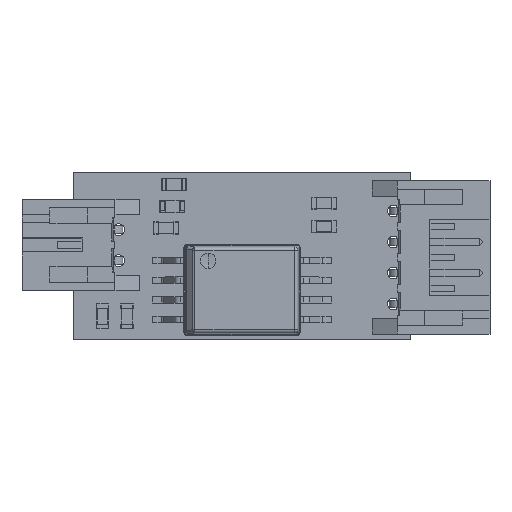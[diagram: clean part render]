
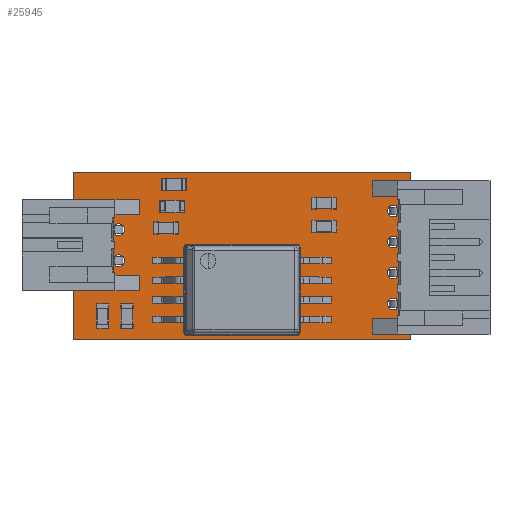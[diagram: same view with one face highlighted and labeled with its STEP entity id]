
A CAD part, top view. The second image highlights one B-rep face of the part: STEP entity #25945.
In plain terms, the highlighted planar face has unit normal (0, 0, 1).
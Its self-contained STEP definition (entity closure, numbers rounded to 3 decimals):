
#25767 = VERTEX_POINT('',#25768);
#25768 = CARTESIAN_POINT('',(10.9,-5.398,1.6));
#25774 = EDGE_CURVE('',#25767,#25775,#25777,.T.);
#25775 = VERTEX_POINT('',#25776);
#25776 = CARTESIAN_POINT('',(-10.9,-5.398,1.6));
#25777 = LINE('',#25778,#25779);
#25778 = CARTESIAN_POINT('',(10.9,-5.398,1.6));
#25779 = VECTOR('',#25780,1.);
#25780 = DIRECTION('',(-1.,0.,0.));
#25807 = VERTEX_POINT('',#25808);
#25808 = CARTESIAN_POINT('',(10.9,5.398,1.6));
#25814 = EDGE_CURVE('',#25807,#25767,#25815,.T.);
#25815 = LINE('',#25816,#25817);
#25816 = CARTESIAN_POINT('',(10.9,5.398,1.6));
#25817 = VECTOR('',#25818,1.);
#25818 = DIRECTION('',(0.,-1.,0.));
#25836 = EDGE_CURVE('',#25775,#25837,#25839,.T.);
#25837 = VERTEX_POINT('',#25838);
#25838 = CARTESIAN_POINT('',(-10.9,5.398,1.6));
#25839 = LINE('',#25840,#25841);
#25840 = CARTESIAN_POINT('',(-10.9,-5.398,1.6));
#25841 = VECTOR('',#25842,1.);
#25842 = DIRECTION('',(0.,1.,0.));
#25945 = ADVANCED_FACE('',(#25946,#25957,#25968,#25979,#25990,#26001,
    #26012),#26023,.T.);
#25946 = FACE_BOUND('',#25947,.T.);
#25947 = EDGE_LOOP('',(#25948,#25949,#25950,#25956));
#25948 = ORIENTED_EDGE('',*,*,#25774,.F.);
#25949 = ORIENTED_EDGE('',*,*,#25814,.F.);
#25950 = ORIENTED_EDGE('',*,*,#25951,.F.);
#25951 = EDGE_CURVE('',#25837,#25807,#25952,.T.);
#25952 = LINE('',#25953,#25954);
#25953 = CARTESIAN_POINT('',(-10.9,5.398,1.6));
#25954 = VECTOR('',#25955,1.);
#25955 = DIRECTION('',(1.,0.,0.));
#25956 = ORIENTED_EDGE('',*,*,#25836,.F.);
#25957 = FACE_BOUND('',#25958,.T.);
#25958 = EDGE_LOOP('',(#25959));
#25959 = ORIENTED_EDGE('',*,*,#25960,.T.);
#25960 = EDGE_CURVE('',#25961,#25961,#25963,.T.);
#25961 = VERTEX_POINT('',#25962);
#25962 = CARTESIAN_POINT('',(-7.95,-0.673,1.6));
#25963 = CIRCLE('',#25964,0.375);
#25964 = AXIS2_PLACEMENT_3D('',#25965,#25966,#25967);
#25965 = CARTESIAN_POINT('',(-7.95,-0.298,1.6));
#25966 = DIRECTION('',(-0.,0.,-1.));
#25967 = DIRECTION('',(0.,-1.,0.));
#25968 = FACE_BOUND('',#25969,.T.);
#25969 = EDGE_LOOP('',(#25970));
#25970 = ORIENTED_EDGE('',*,*,#25971,.T.);
#25971 = EDGE_CURVE('',#25972,#25972,#25974,.T.);
#25972 = VERTEX_POINT('',#25973);
#25973 = CARTESIAN_POINT('',(9.75,-3.473,1.6));
#25974 = CIRCLE('',#25975,0.375);
#25975 = AXIS2_PLACEMENT_3D('',#25976,#25977,#25978);
#25976 = CARTESIAN_POINT('',(9.75,-3.098,1.6));
#25977 = DIRECTION('',(-0.,0.,-1.));
#25978 = DIRECTION('',(-0.,-1.,0.));
#25979 = FACE_BOUND('',#25980,.T.);
#25980 = EDGE_LOOP('',(#25981));
#25981 = ORIENTED_EDGE('',*,*,#25982,.T.);
#25982 = EDGE_CURVE('',#25983,#25983,#25985,.T.);
#25983 = VERTEX_POINT('',#25984);
#25984 = CARTESIAN_POINT('',(9.75,-1.473,1.6));
#25985 = CIRCLE('',#25986,0.375);
#25986 = AXIS2_PLACEMENT_3D('',#25987,#25988,#25989);
#25987 = CARTESIAN_POINT('',(9.75,-1.098,1.6));
#25988 = DIRECTION('',(-0.,0.,-1.));
#25989 = DIRECTION('',(-0.,-1.,0.));
#25990 = FACE_BOUND('',#25991,.T.);
#25991 = EDGE_LOOP('',(#25992));
#25992 = ORIENTED_EDGE('',*,*,#25993,.T.);
#25993 = EDGE_CURVE('',#25994,#25994,#25996,.T.);
#25994 = VERTEX_POINT('',#25995);
#25995 = CARTESIAN_POINT('',(-7.95,1.328,1.6));
#25996 = CIRCLE('',#25997,0.375);
#25997 = AXIS2_PLACEMENT_3D('',#25998,#25999,#26000);
#25998 = CARTESIAN_POINT('',(-7.95,1.703,1.6));
#25999 = DIRECTION('',(-0.,0.,-1.));
#26000 = DIRECTION('',(0.,-1.,0.));
#26001 = FACE_BOUND('',#26002,.T.);
#26002 = EDGE_LOOP('',(#26003));
#26003 = ORIENTED_EDGE('',*,*,#26004,.T.);
#26004 = EDGE_CURVE('',#26005,#26005,#26007,.T.);
#26005 = VERTEX_POINT('',#26006);
#26006 = CARTESIAN_POINT('',(9.75,0.528,1.6));
#26007 = CIRCLE('',#26008,0.375);
#26008 = AXIS2_PLACEMENT_3D('',#26009,#26010,#26011);
#26009 = CARTESIAN_POINT('',(9.75,0.903,1.6));
#26010 = DIRECTION('',(-0.,0.,-1.));
#26011 = DIRECTION('',(-0.,-1.,0.));
#26012 = FACE_BOUND('',#26013,.T.);
#26013 = EDGE_LOOP('',(#26014));
#26014 = ORIENTED_EDGE('',*,*,#26015,.T.);
#26015 = EDGE_CURVE('',#26016,#26016,#26018,.T.);
#26016 = VERTEX_POINT('',#26017);
#26017 = CARTESIAN_POINT('',(9.75,2.528,1.6));
#26018 = CIRCLE('',#26019,0.375);
#26019 = AXIS2_PLACEMENT_3D('',#26020,#26021,#26022);
#26020 = CARTESIAN_POINT('',(9.75,2.903,1.6));
#26021 = DIRECTION('',(-0.,0.,-1.));
#26022 = DIRECTION('',(-0.,-1.,0.));
#26023 = PLANE('',#26024);
#26024 = AXIS2_PLACEMENT_3D('',#26025,#26026,#26027);
#26025 = CARTESIAN_POINT('',(0.,0.,1.6));
#26026 = DIRECTION('',(0.,0.,1.));
#26027 = DIRECTION('',(1.,0.,-0.));
